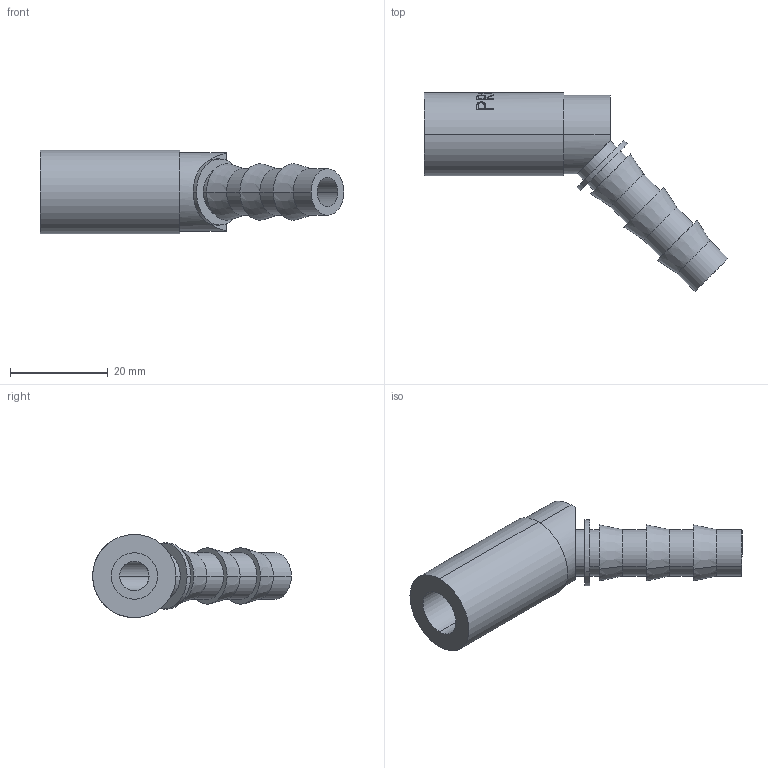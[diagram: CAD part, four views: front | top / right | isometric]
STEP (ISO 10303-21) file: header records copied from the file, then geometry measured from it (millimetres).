
FILE_DESCRIPTION (( 'STEP AP203' ), '1' );
FILE_NAME ('4f59.STEP', '2022-08-23T10:04:41', ( '' ), ( '' ), 'SwSTEP 2.0', 'SolidWorks 2019', '' );
FILE_SCHEMA (( 'CONFIG_CONTROL_DESIGN' ));
Length unit declared in the file: millimetre
Products named in the file (1): 4f59
Bounding box: 62.04 x 40.54 x 17 mm (x, y, z)
Volume: 8256.5 mm3; surface area: 5173.8 mm2
Topology: 1 solids, 1 shells, 123 faces, 303 edges, 198 vertices
Faces by surface type: plane 44, bspline 42, cylinder 31, cone 6
Entity records: 8454 total; most frequent: CARTESIAN_POINT 5780, ORIENTED_EDGE 606, DIRECTION 414, EDGE_CURVE 303, VERTEX_POINT 198, AXIS2_PLACEMENT_3D 169, EDGE_LOOP 141, B_SPLINE_CURVE_WITH_KNOTS 136
